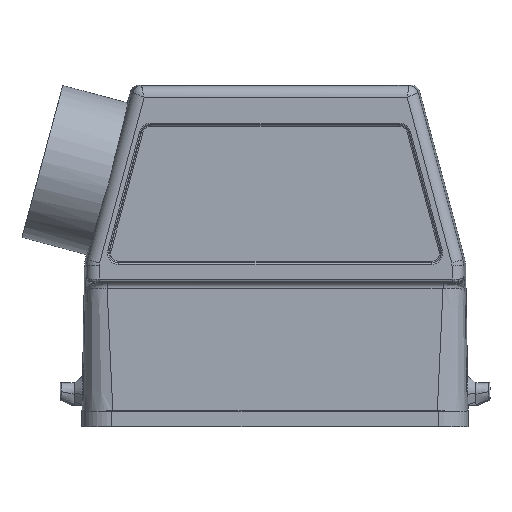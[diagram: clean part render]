
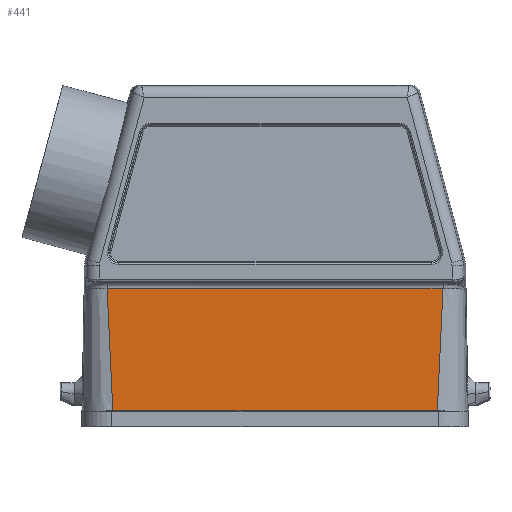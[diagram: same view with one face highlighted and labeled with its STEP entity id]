
A CAD part, left-side view. The second image highlights one B-rep face of the part: STEP entity #441.
In plain terms, the highlighted planar face has unit normal (-1, 0, 0).
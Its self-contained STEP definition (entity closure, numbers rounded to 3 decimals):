
#297=PLANE('',#5319);
#441=ADVANCED_FACE('',(#870),#297,.F.);
#870=FACE_OUTER_BOUND('',#1181,.T.);
#1181=EDGE_LOOP('',(#2294,#2295,#2296,#2297));
#2294=ORIENTED_EDGE('',*,*,#4153,.F.);
#2295=ORIENTED_EDGE('',*,*,#4154,.T.);
#2296=ORIENTED_EDGE('',*,*,#4026,.F.);
#2297=ORIENTED_EDGE('',*,*,#4152,.T.);
#3518=VERTEX_POINT('',#8008);
#3519=VERTEX_POINT('',#8010);
#3611=VERTEX_POINT('',#9698);
#3612=VERTEX_POINT('',#9729);
#4026=EDGE_CURVE('',#3518,#3519,#4719,.T.);
#4152=EDGE_CURVE('',#3518,#3611,#4757,.T.);
#4153=EDGE_CURVE('',#3612,#3611,#4758,.T.);
#4154=EDGE_CURVE('',#3612,#3519,#4759,.T.);
#4719=LINE('',#8009,#5015);
#4757=LINE('',#9699,#5054);
#4758=LINE('',#9728,#5055);
#4759=LINE('',#9730,#5056);
#5015=VECTOR('',#5884,1.);
#5054=VECTOR('',#5957,1.);
#5055=VECTOR('',#5958,1.);
#5056=VECTOR('',#5959,1.);
#5319=AXIS2_PLACEMENT_3D('',#9731,#5960,#5961);
#5884=DIRECTION('',(0.,1.,0.));
#5957=DIRECTION('',(0.,-0.047,0.999));
#5958=DIRECTION('',(0.,-1.,0.));
#5959=DIRECTION('',(0.,-0.047,-0.999));
#5960=DIRECTION('',(1.,0.,0.));
#5961=DIRECTION('',(0.,0.,-1.));
#8008=CARTESIAN_POINT('',(-14.8,-33.439,3.258));
#8009=CARTESIAN_POINT('',(-14.8,-33.439,3.258));
#8010=CARTESIAN_POINT('',(-14.8,33.439,3.258));
#9698=CARTESIAN_POINT('',(-14.8,-34.619,28.583));
#9699=CARTESIAN_POINT('',(-14.8,-33.439,3.258));
#9728=CARTESIAN_POINT('',(-14.8,34.619,28.583));
#9729=CARTESIAN_POINT('',(-14.8,34.619,28.583));
#9730=CARTESIAN_POINT('',(-14.8,34.619,28.583));
#9731=CARTESIAN_POINT('',(-14.8,39.899,70.798));
